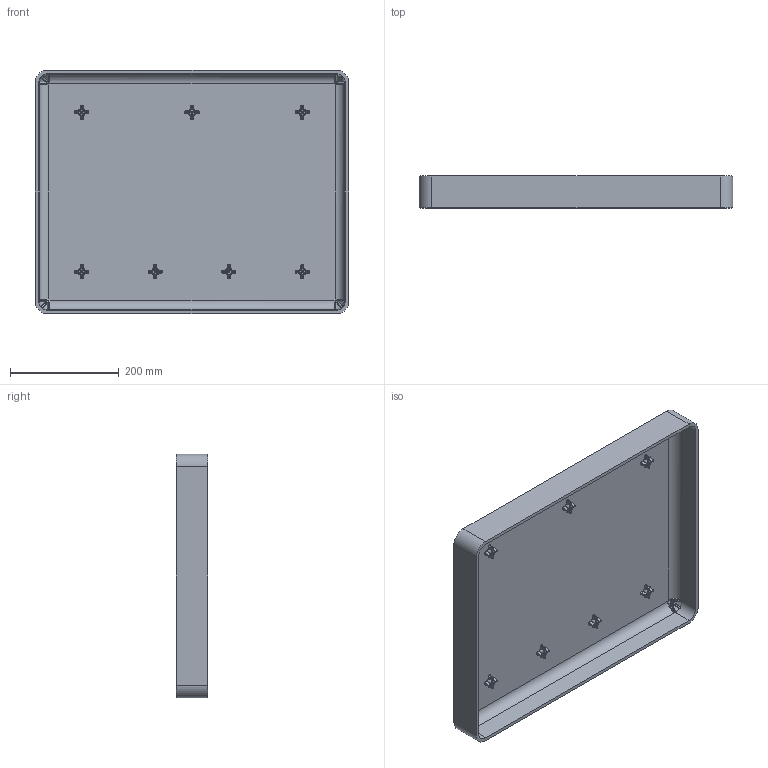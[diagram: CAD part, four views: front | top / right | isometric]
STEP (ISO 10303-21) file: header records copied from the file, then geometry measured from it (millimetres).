
FILE_DESCRIPTION (( 'STEP AP203' ), '1' );
FILE_NAME ('1621-931T-CLR.STEP', '2007-11-28T23:04:17', ( ' ' ), ( ' ' ), 'SwSTEP 2.0', 'SolidWorks 2006233', '' );
FILE_SCHEMA (( 'CONFIG_CONTROL_DESIGN' ));
Length unit declared in the file: inch
Products named in the file (1): 1621-931T-CLR
Bounding box: 577.59 x 58.17 x 448.81 mm (x, y, z)
Volume: 2525158.6 mm3; surface area: 726754.1 mm2
Topology: 1 solids, 1 shells, 830 faces, 1991 edges, 1059 vertices
Faces by surface type: bspline 236, cylinder 148, torus 140, sphere 119, plane 110, cone 77
Entity records: 27467 total; most frequent: CARTESIAN_POINT 10626, ORIENTED_EDGE 3716, DIRECTION 3353, EDGE_CURVE 1858, AXIS2_PLACEMENT_3D 1492, VERTEX_POINT 1045, CIRCLE 897, EDGE_LOOP 845
